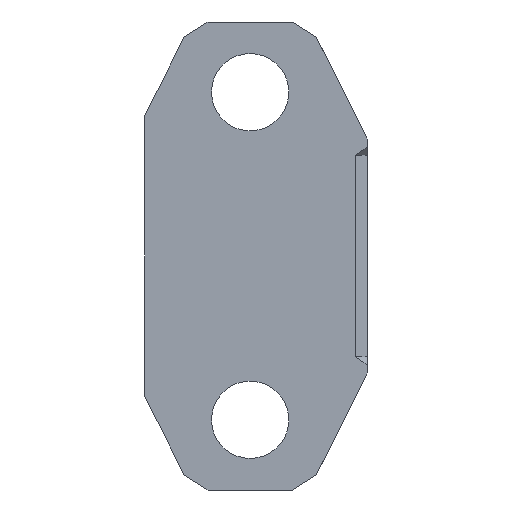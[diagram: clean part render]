
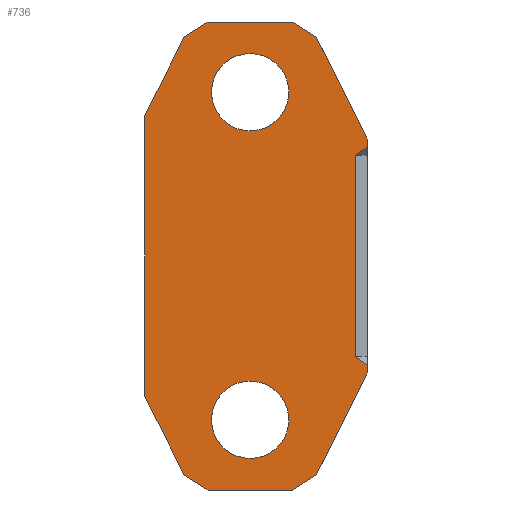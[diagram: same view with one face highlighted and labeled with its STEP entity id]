
A CAD part, left-side view. The second image highlights one B-rep face of the part: STEP entity #736.
In plain terms, the highlighted planar face has unit normal (-1, 0, 0).
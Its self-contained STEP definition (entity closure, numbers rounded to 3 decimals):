
#22=FACE_BOUND('',#82,.T.);
#23=FACE_BOUND('',#83,.T.);
#26=CIRCLE('',#802,1.65);
#27=CIRCLE('',#803,1.65);
#36=FACE_OUTER_BOUND('',#81,.T.);
#81=EDGE_LOOP('',(#544,#545,#546,#547,#548,#549,#550,#551,#552,#553,#554,
#555,#556,#557,#558,#559));
#82=EDGE_LOOP('',(#560));
#83=EDGE_LOOP('',(#561));
#117=LINE('',#1032,#216);
#120=LINE('',#1039,#219);
#124=LINE('',#1047,#223);
#129=LINE('',#1056,#228);
#130=LINE('',#1059,#229);
#159=LINE('',#1120,#258);
#161=LINE('',#1124,#260);
#162=LINE('',#1126,#261);
#163=LINE('',#1129,#262);
#164=LINE('',#1131,#263);
#165=LINE('',#1133,#264);
#166=LINE('',#1134,#265);
#167=LINE('',#1136,#266);
#168=LINE('',#1138,#267);
#169=LINE('',#1140,#268);
#170=LINE('',#1141,#269);
#216=VECTOR('',#841,10.);
#219=VECTOR('',#846,10.);
#223=VECTOR('',#850,10.);
#228=VECTOR('',#857,1000.);
#229=VECTOR('',#860,1000.);
#258=VECTOR('',#897,1000.);
#260=VECTOR('',#901,1000.);
#261=VECTOR('',#904,1000.);
#262=VECTOR('',#907,1000.);
#263=VECTOR('',#908,1000.);
#264=VECTOR('',#909,1000.);
#265=VECTOR('',#910,1000.);
#266=VECTOR('',#911,1000.);
#267=VECTOR('',#912,1000.);
#268=VECTOR('',#913,1000.);
#269=VECTOR('',#914,1000.);
#315=VERTEX_POINT('',#1029);
#316=VERTEX_POINT('',#1031);
#317=VERTEX_POINT('',#1035);
#319=VERTEX_POINT('',#1038);
#322=VERTEX_POINT('',#1044);
#323=VERTEX_POINT('',#1046);
#326=VERTEX_POINT('',#1054);
#327=VERTEX_POINT('',#1058);
#355=VERTEX_POINT('',#1118);
#356=VERTEX_POINT('',#1122);
#357=VERTEX_POINT('',#1128);
#358=VERTEX_POINT('',#1130);
#359=VERTEX_POINT('',#1132);
#360=VERTEX_POINT('',#1135);
#361=VERTEX_POINT('',#1137);
#362=VERTEX_POINT('',#1139);
#363=VERTEX_POINT('',#1142);
#364=VERTEX_POINT('',#1144);
#383=EDGE_CURVE('',#316,#315,#117,.T.);
#386=EDGE_CURVE('',#319,#317,#120,.T.);
#390=EDGE_CURVE('',#323,#322,#124,.T.);
#395=EDGE_CURVE('',#315,#326,#129,.T.);
#396=EDGE_CURVE('',#316,#327,#130,.T.);
#427=EDGE_CURVE('',#317,#355,#159,.T.);
#429=EDGE_CURVE('',#356,#355,#161,.T.);
#430=EDGE_CURVE('',#356,#323,#162,.F.);
#431=EDGE_CURVE('',#326,#357,#163,.F.);
#432=EDGE_CURVE('',#357,#358,#164,.T.);
#433=EDGE_CURVE('',#358,#359,#165,.T.);
#434=EDGE_CURVE('',#319,#359,#166,.T.);
#435=EDGE_CURVE('',#322,#360,#167,.T.);
#436=EDGE_CURVE('',#360,#361,#168,.F.);
#437=EDGE_CURVE('',#361,#362,#169,.T.);
#438=EDGE_CURVE('',#362,#327,#170,.T.);
#439=EDGE_CURVE('',#363,#363,#26,.T.);
#440=EDGE_CURVE('',#364,#364,#27,.T.);
#544=ORIENTED_EDGE('',*,*,#383,.T.);
#545=ORIENTED_EDGE('',*,*,#395,.T.);
#546=ORIENTED_EDGE('',*,*,#431,.T.);
#547=ORIENTED_EDGE('',*,*,#432,.T.);
#548=ORIENTED_EDGE('',*,*,#433,.T.);
#549=ORIENTED_EDGE('',*,*,#434,.F.);
#550=ORIENTED_EDGE('',*,*,#386,.T.);
#551=ORIENTED_EDGE('',*,*,#427,.T.);
#552=ORIENTED_EDGE('',*,*,#429,.F.);
#553=ORIENTED_EDGE('',*,*,#430,.T.);
#554=ORIENTED_EDGE('',*,*,#390,.T.);
#555=ORIENTED_EDGE('',*,*,#435,.T.);
#556=ORIENTED_EDGE('',*,*,#436,.T.);
#557=ORIENTED_EDGE('',*,*,#437,.T.);
#558=ORIENTED_EDGE('',*,*,#438,.T.);
#559=ORIENTED_EDGE('',*,*,#396,.F.);
#560=ORIENTED_EDGE('',*,*,#439,.T.);
#561=ORIENTED_EDGE('',*,*,#440,.F.);
#698=PLANE('',#801);
#736=ADVANCED_FACE('',(#36,#22,#23),#698,.T.);
#801=AXIS2_PLACEMENT_3D('',#1127,#905,#906);
#802=AXIS2_PLACEMENT_3D('',#1143,#915,#916);
#803=AXIS2_PLACEMENT_3D('',#1145,#917,#918);
#841=DIRECTION('',(0.,0.,-1.));
#846=DIRECTION('',(0.,0.,1.));
#850=DIRECTION('',(0.,0.,1.));
#857=DIRECTION('',(0.,-0.447,-0.894));
#860=DIRECTION('',(0.,-0.447,0.894));
#897=DIRECTION('',(0.,0.816,0.577));
#901=DIRECTION('',(0.,0.,-1.));
#904=DIRECTION('',(0.,0.816,-0.577));
#905=DIRECTION('center_axis',(-1.,0.,0.));
#906=DIRECTION('ref_axis',(0.,-1.,0.));
#907=DIRECTION('',(0.,0.851,0.526));
#908=DIRECTION('',(0.,-1.,0.));
#909=DIRECTION('',(0.,-0.851,0.526));
#910=DIRECTION('',(0.,0.447,-0.894));
#911=DIRECTION('',(0.,0.447,0.894));
#912=DIRECTION('',(0.,-0.851,-0.526));
#913=DIRECTION('',(0.,1.,0.));
#914=DIRECTION('',(0.,0.851,-0.526));
#915=DIRECTION('center_axis',(1.,0.,0.));
#916=DIRECTION('ref_axis',(0.,0.,1.));
#917=DIRECTION('center_axis',(-1.,0.,0.));
#918=DIRECTION('ref_axis',(0.,0.,1.));
#1029=CARTESIAN_POINT('',(-25.,-21.85,-0.6));
#1031=CARTESIAN_POINT('',(-25.,-21.85,11.4));
#1032=CARTESIAN_POINT('',(-25.,-21.85,8.7));
#1035=CARTESIAN_POINT('',(-25.,-31.35,0.746));
#1038=CARTESIAN_POINT('',(-25.,-31.35,0.4));
#1039=CARTESIAN_POINT('',(-25.,-31.35,3.2));
#1044=CARTESIAN_POINT('',(-25.,-31.35,10.4));
#1046=CARTESIAN_POINT('',(-25.,-31.35,10.054));
#1047=CARTESIAN_POINT('',(-25.,-31.35,3.2));
#1054=CARTESIAN_POINT('',(-25.,-23.537,-3.974));
#1056=CARTESIAN_POINT('',(-25.,-22.35,-1.6));
#1058=CARTESIAN_POINT('',(-25.,-23.537,14.774));
#1059=CARTESIAN_POINT('',(-25.,-22.35,12.4));
#1118=CARTESIAN_POINT('',(-25.,-30.85,1.1));
#1120=CARTESIAN_POINT('',(-25.,-32.01,0.28));
#1122=CARTESIAN_POINT('',(-25.,-30.85,9.7));
#1124=CARTESIAN_POINT('',(-25.,-30.85,5.4));
#1126=CARTESIAN_POINT('',(-25.,-32.01,10.52));
#1127=CARTESIAN_POINT('Origin',(-25.,-28.75,6.));
#1128=CARTESIAN_POINT('',(-25.,-24.55,-4.6));
#1129=CARTESIAN_POINT('',(-25.,-22.401,-3.272));
#1130=CARTESIAN_POINT('',(-25.,-28.15,-4.6));
#1131=CARTESIAN_POINT('',(-25.,-25.1,-4.6));
#1132=CARTESIAN_POINT('',(-25.,-29.163,-3.974));
#1133=CARTESIAN_POINT('',(-25.,-33.772,-1.126));
#1134=CARTESIAN_POINT('',(-25.,-30.35,-1.6));
#1135=CARTESIAN_POINT('',(-25.,-29.163,14.774));
#1136=CARTESIAN_POINT('',(-25.,-30.35,12.4));
#1137=CARTESIAN_POINT('',(-25.,-28.15,15.4));
#1138=CARTESIAN_POINT('',(-25.,-33.235,12.257));
#1139=CARTESIAN_POINT('',(-25.,-24.55,15.4));
#1140=CARTESIAN_POINT('',(-25.,-27.6,15.4));
#1141=CARTESIAN_POINT('',(-25.,-22.938,14.404));
#1142=CARTESIAN_POINT('',(-25.,-26.35,0.05));
#1143=CARTESIAN_POINT('Origin',(-25.,-26.35,-1.6));
#1144=CARTESIAN_POINT('',(-25.,-26.35,14.05));
#1145=CARTESIAN_POINT('Origin',(-25.,-26.35,12.4));
